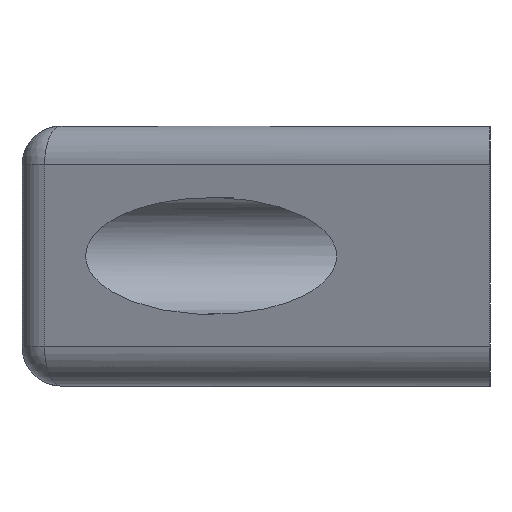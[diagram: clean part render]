
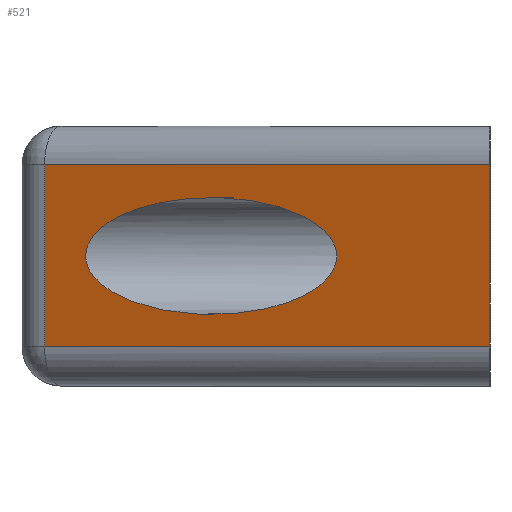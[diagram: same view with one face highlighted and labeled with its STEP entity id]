
A CAD part, left-side view. The second image highlights one B-rep face of the part: STEP entity #521.
In plain terms, the highlighted planar face has unit normal (-0.906, 0.423, 0).
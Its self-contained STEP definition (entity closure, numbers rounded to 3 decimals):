
#44 = CYLINDRICAL_SURFACE('',#45,3.);
#45 = AXIS2_PLACEMENT_3D('',#46,#47,#48);
#46 = CARTESIAN_POINT('',(-46.302,46.5,-10.));
#47 = DIRECTION('',(0.,0.,1.));
#48 = DIRECTION('',(-0.,1.,0.));
#143 = VERTEX_POINT('',#144);
#144 = CARTESIAN_POINT('',(-49.021,47.768,-7.));
#171 = EDGE_CURVE('',#143,#172,#174,.T.);
#172 = VERTEX_POINT('',#173);
#173 = CARTESIAN_POINT('',(-49.021,47.768,7.));
#174 = SURFACE_CURVE('',#175,(#179,#186),.PCURVE_S1.);
#175 = LINE('',#176,#177);
#176 = CARTESIAN_POINT('',(-49.021,47.768,-10.));
#177 = VECTOR('',#178,1.);
#178 = DIRECTION('',(0.,0.,1.));
#179 = PCURVE('',#44,#180);
#180 = DEFINITIONAL_REPRESENTATION('',(#181),#185);
#181 = LINE('',#182,#183);
#182 = CARTESIAN_POINT('',(1.134,0.));
#183 = VECTOR('',#184,1.);
#184 = DIRECTION('',(0.,1.));
#185 = ( GEOMETRIC_REPRESENTATION_CONTEXT(2) 
PARAMETRIC_REPRESENTATION_CONTEXT() REPRESENTATION_CONTEXT('2D SPACE',''
  ) );
#186 = PCURVE('',#187,#192);
#187 = PLANE('',#188);
#188 = AXIS2_PLACEMENT_3D('',#189,#190,#191);
#189 = CARTESIAN_POINT('',(-48.213,49.5,-10.));
#190 = DIRECTION('',(0.906,-0.423,0.));
#191 = DIRECTION('',(-0.423,-0.906,0.));
#192 = DEFINITIONAL_REPRESENTATION('',(#193),#197);
#193 = LINE('',#194,#195);
#194 = CARTESIAN_POINT('',(1.911,0.));
#195 = VECTOR('',#196,1.);
#196 = DIRECTION('',(0.,-1.));
#197 = ( GEOMETRIC_REPRESENTATION_CONTEXT(2) 
PARAMETRIC_REPRESENTATION_CONTEXT() REPRESENTATION_CONTEXT('2D SPACE',''
  ) );
#480 = CYLINDRICAL_SURFACE('',#481,3.);
#481 = AXIS2_PLACEMENT_3D('',#482,#483,#484);
#482 = CARTESIAN_POINT('',(-45.494,48.232,-7.));
#483 = DIRECTION('',(-0.423,-0.906,0.));
#484 = DIRECTION('',(-0.906,0.423,0.));
#510 = CYLINDRICAL_SURFACE('',#511,3.);
#511 = AXIS2_PLACEMENT_3D('',#512,#513,#514);
#512 = CARTESIAN_POINT('',(-45.494,48.232,7.));
#513 = DIRECTION('',(-0.423,-0.906,0.));
#514 = DIRECTION('',(-0.906,0.423,0.));
#521 = ADVANCED_FACE('',(#522,#597),#187,.F.);
#522 = FACE_BOUND('',#523,.F.);
#523 = EDGE_LOOP('',(#524,#554,#575,#576));
#524 = ORIENTED_EDGE('',*,*,#525,.F.);
#525 = EDGE_CURVE('',#526,#528,#530,.T.);
#526 = VERTEX_POINT('',#527);
#527 = CARTESIAN_POINT('',(-65.,13.5,-7.));
#528 = VERTEX_POINT('',#529);
#529 = CARTESIAN_POINT('',(-65.,13.5,7.));
#530 = SURFACE_CURVE('',#531,(#535,#542),.PCURVE_S1.);
#531 = LINE('',#532,#533);
#532 = CARTESIAN_POINT('',(-65.,13.5,-10.));
#533 = VECTOR('',#534,1.);
#534 = DIRECTION('',(0.,0.,1.));
#535 = PCURVE('',#187,#536);
#536 = DEFINITIONAL_REPRESENTATION('',(#537),#541);
#537 = LINE('',#538,#539);
#538 = CARTESIAN_POINT('',(39.722,0.));
#539 = VECTOR('',#540,1.);
#540 = DIRECTION('',(0.,-1.));
#541 = ( GEOMETRIC_REPRESENTATION_CONTEXT(2) 
PARAMETRIC_REPRESENTATION_CONTEXT() REPRESENTATION_CONTEXT('2D SPACE',''
  ) );
#542 = PCURVE('',#543,#548);
#543 = PLANE('',#544);
#544 = AXIS2_PLACEMENT_3D('',#545,#546,#547);
#545 = CARTESIAN_POINT('',(-65.,13.5,-10.));
#546 = DIRECTION('',(0.,1.,0.));
#547 = DIRECTION('',(1.,0.,0.));
#548 = DEFINITIONAL_REPRESENTATION('',(#549),#553);
#549 = LINE('',#550,#551);
#550 = CARTESIAN_POINT('',(0.,0.));
#551 = VECTOR('',#552,1.);
#552 = DIRECTION('',(0.,-1.));
#553 = ( GEOMETRIC_REPRESENTATION_CONTEXT(2) 
PARAMETRIC_REPRESENTATION_CONTEXT() REPRESENTATION_CONTEXT('2D SPACE',''
  ) );
#554 = ORIENTED_EDGE('',*,*,#555,.F.);
#555 = EDGE_CURVE('',#143,#526,#556,.T.);
#556 = SURFACE_CURVE('',#557,(#561,#568),.PCURVE_S1.);
#557 = LINE('',#558,#559);
#558 = CARTESIAN_POINT('',(-48.213,49.5,-7.));
#559 = VECTOR('',#560,1.);
#560 = DIRECTION('',(-0.423,-0.906,0.));
#561 = PCURVE('',#187,#562);
#562 = DEFINITIONAL_REPRESENTATION('',(#563),#567);
#563 = LINE('',#564,#565);
#564 = CARTESIAN_POINT('',(0.,-3.));
#565 = VECTOR('',#566,1.);
#566 = DIRECTION('',(1.,-0.));
#567 = ( GEOMETRIC_REPRESENTATION_CONTEXT(2) 
PARAMETRIC_REPRESENTATION_CONTEXT() REPRESENTATION_CONTEXT('2D SPACE',''
  ) );
#568 = PCURVE('',#480,#569);
#569 = DEFINITIONAL_REPRESENTATION('',(#570),#574);
#570 = LINE('',#571,#572);
#571 = CARTESIAN_POINT('',(0.,0.));
#572 = VECTOR('',#573,1.);
#573 = DIRECTION('',(0.,1.));
#574 = ( GEOMETRIC_REPRESENTATION_CONTEXT(2) 
PARAMETRIC_REPRESENTATION_CONTEXT() REPRESENTATION_CONTEXT('2D SPACE',''
  ) );
#575 = ORIENTED_EDGE('',*,*,#171,.T.);
#576 = ORIENTED_EDGE('',*,*,#577,.T.);
#577 = EDGE_CURVE('',#172,#528,#578,.T.);
#578 = SURFACE_CURVE('',#579,(#583,#590),.PCURVE_S1.);
#579 = LINE('',#580,#581);
#580 = CARTESIAN_POINT('',(-48.213,49.5,7.));
#581 = VECTOR('',#582,1.);
#582 = DIRECTION('',(-0.423,-0.906,0.));
#583 = PCURVE('',#187,#584);
#584 = DEFINITIONAL_REPRESENTATION('',(#585),#589);
#585 = LINE('',#586,#587);
#586 = CARTESIAN_POINT('',(0.,-17.));
#587 = VECTOR('',#588,1.);
#588 = DIRECTION('',(1.,-0.));
#589 = ( GEOMETRIC_REPRESENTATION_CONTEXT(2) 
PARAMETRIC_REPRESENTATION_CONTEXT() REPRESENTATION_CONTEXT('2D SPACE',''
  ) );
#590 = PCURVE('',#510,#591);
#591 = DEFINITIONAL_REPRESENTATION('',(#592),#596);
#592 = LINE('',#593,#594);
#593 = CARTESIAN_POINT('',(-0.,0.));
#594 = VECTOR('',#595,1.);
#595 = DIRECTION('',(-0.,1.));
#596 = ( GEOMETRIC_REPRESENTATION_CONTEXT(2) 
PARAMETRIC_REPRESENTATION_CONTEXT() REPRESENTATION_CONTEXT('2D SPACE',''
  ) );
#597 = FACE_BOUND('',#598,.F.);
#598 = EDGE_LOOP('',(#599));
#599 = ORIENTED_EDGE('',*,*,#600,.F.);
#600 = EDGE_CURVE('',#601,#601,#603,.T.);
#601 = VERTEX_POINT('',#602);
#602 = CARTESIAN_POINT('',(-59.5,25.295,0.));
#603 = SURFACE_CURVE('',#604,(#609,#616),.PCURVE_S1.);
#604 = ELLIPSE('',#605,10.648,4.5);
#605 = AXIS2_PLACEMENT_3D('',#606,#607,#608);
#606 = CARTESIAN_POINT('',(-55.,34.945,0.));
#607 = DIRECTION('',(0.906,-0.423,0.));
#608 = DIRECTION('',(0.423,0.906,0.));
#609 = PCURVE('',#187,#610);
#610 = DEFINITIONAL_REPRESENTATION('',(#611),#615);
#611 = ELLIPSE('',#612,10.648,4.5);
#612 = AXIS2_PLACEMENT_2D('',#613,#614);
#613 = CARTESIAN_POINT('',(16.06,-10.));
#614 = DIRECTION('',(-1.,0.));
#615 = ( GEOMETRIC_REPRESENTATION_CONTEXT(2) 
PARAMETRIC_REPRESENTATION_CONTEXT() REPRESENTATION_CONTEXT('2D SPACE',''
  ) );
#616 = PCURVE('',#617,#622);
#617 = CYLINDRICAL_SURFACE('',#618,4.5);
#618 = AXIS2_PLACEMENT_3D('',#619,#620,#621);
#619 = CARTESIAN_POINT('',(-55.,22.5,0.));
#620 = DIRECTION('',(0.,1.,0.));
#621 = DIRECTION('',(-1.,-0.,0.));
#622 = DEFINITIONAL_REPRESENTATION('',(#623),#654);
#623 = B_SPLINE_CURVE_WITH_KNOTS('',8,(#624,#625,#626,#627,#628,#629,
    #630,#631,#632,#633,#634,#635,#636,#637,#638,#639,#640,#641,#642,
    #643,#644,#645,#646,#647,#648,#649,#650,#651,#652,#653),
  .UNSPECIFIED.,.F.,.F.,(9,7,7,7,9),(3.142,4.712,
    5.89,7.658,9.425),.UNSPECIFIED.);
#624 = CARTESIAN_POINT('',(0.,2.795));
#625 = CARTESIAN_POINT('',(-0.196,2.795));
#626 = CARTESIAN_POINT('',(-0.393,3.22));
#627 = CARTESIAN_POINT('',(-0.589,4.07));
#628 = CARTESIAN_POINT('',(-0.785,5.311));
#629 = CARTESIAN_POINT('',(-0.982,6.872));
#630 = CARTESIAN_POINT('',(-1.178,8.655));
#631 = CARTESIAN_POINT('',(-1.374,10.55));
#632 = CARTESIAN_POINT('',(-1.718,13.866));
#633 = CARTESIAN_POINT('',(-1.865,15.287));
#634 = CARTESIAN_POINT('',(-2.013,16.661));
#635 = CARTESIAN_POINT('',(-2.16,17.942));
#636 = CARTESIAN_POINT('',(-2.307,19.084));
#637 = CARTESIAN_POINT('',(-2.454,20.052));
#638 = CARTESIAN_POINT('',(-2.602,20.817));
#639 = CARTESIAN_POINT('',(-2.97,22.177));
#640 = CARTESIAN_POINT('',(-3.191,22.495));
#641 = CARTESIAN_POINT('',(-3.412,22.256));
#642 = CARTESIAN_POINT('',(-3.632,21.45));
#643 = CARTESIAN_POINT('',(-3.853,20.129));
#644 = CARTESIAN_POINT('',(-4.074,18.404));
#645 = CARTESIAN_POINT('',(-4.295,16.418));
#646 = CARTESIAN_POINT('',(-4.737,12.237));
#647 = CARTESIAN_POINT('',(-4.958,10.041));
#648 = CARTESIAN_POINT('',(-5.179,7.896));
#649 = CARTESIAN_POINT('',(-5.4,5.968));
#650 = CARTESIAN_POINT('',(-5.621,4.409));
#651 = CARTESIAN_POINT('',(-5.841,3.333));
#652 = CARTESIAN_POINT('',(-6.062,2.795));
#653 = CARTESIAN_POINT('',(-6.283,2.795));
#654 = ( GEOMETRIC_REPRESENTATION_CONTEXT(2) 
PARAMETRIC_REPRESENTATION_CONTEXT() REPRESENTATION_CONTEXT('2D SPACE',''
  ) );
